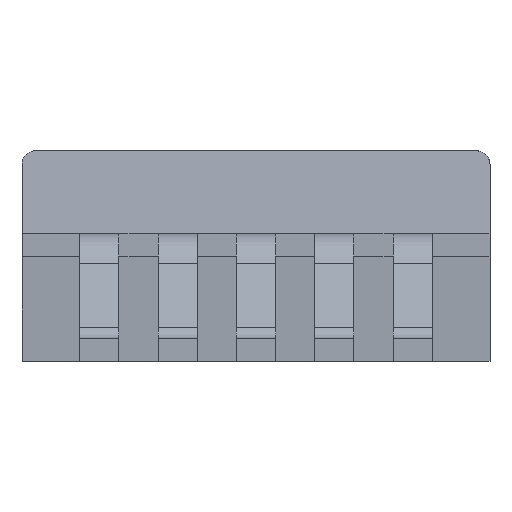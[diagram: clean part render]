
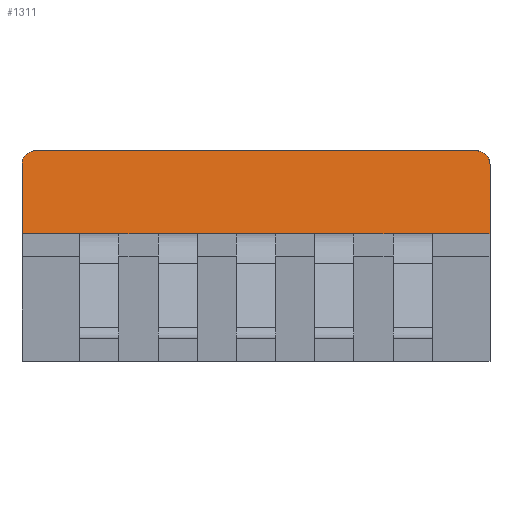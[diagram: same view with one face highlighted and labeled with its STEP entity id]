
A CAD part, front view. The second image highlights one B-rep face of the part: STEP entity #1311.
In plain terms, the highlighted planar face has unit normal (0, -0.993, 0.122).
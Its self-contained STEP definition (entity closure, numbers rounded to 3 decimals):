
#35 = CARTESIAN_POINT ( 'NONE',  ( 5.08, -4.129, 4.57 ) ) ;
#70 = VERTEX_POINT ( 'NONE', #19643 ) ;
#287 = LINE ( 'NONE', #1450, #2560 ) ;
#312 = ORIENTED_EDGE ( 'NONE', *, *, #3528, .T. ) ;
#606 = VERTEX_POINT ( 'NONE', #8969 ) ;
#1032 = ORIENTED_EDGE ( 'NONE', *, *, #9016, .F. ) ;
#1038 = LINE ( 'NONE', #13223, #10824 ) ;
#1064 = EDGE_CURVE ( 'NONE', #15862, #7085, #5683, .T. ) ;
#1311 = ADVANCED_FACE ( 'NONE', ( #15805 ), #12452, .T. ) ;
#1335 = CARTESIAN_POINT ( 'NONE',  ( -2.125, -4.35, 2.77 ) ) ;
#1450 = CARTESIAN_POINT ( 'NONE',  ( -5.08, -4.35, 2.77 ) ) ;
#1476 = CARTESIAN_POINT ( 'NONE',  ( -5.08, -4.129, 4.57 ) ) ;
#1549 = DIRECTION ( 'NONE',  ( -1., 0., 0. ) ) ;
#1629 = CARTESIAN_POINT ( 'NONE',  ( 5.08, -4.166, 4.27 ) ) ;
#1700 = CARTESIAN_POINT ( 'NONE',  ( -5.08, -4.35, 2.77 ) ) ;
#1995 = ORIENTED_EDGE ( 'NONE', *, *, #15776, .F. ) ;
#2550 = CARTESIAN_POINT ( 'NONE',  ( -1.275, -4.35, 2.77 ) ) ;
#2560 = VECTOR ( 'NONE', #1549, 1000. ) ;
#2614 = DIRECTION ( 'NONE',  ( -1., 0., 0. ) ) ;
#2827 = VERTEX_POINT ( 'NONE', #14919 ) ;
#2853 = VECTOR ( 'NONE', #3884, 1000. ) ;
#2870 = CARTESIAN_POINT ( 'NONE',  ( -4.956, -4.129, 4.57 ) ) ;
#3347 =( BOUNDED_CURVE ( )  B_SPLINE_CURVE ( 3, ( #10470, #2870, #9003, #15025 ),
 .UNSPECIFIED., .F., .T. ) 
 B_SPLINE_CURVE_WITH_KNOTS ( ( 4, 4 ),
 ( 0., 1.571 ),
 .UNSPECIFIED. ) 
 CURVE ( )  GEOMETRIC_REPRESENTATION_ITEM ( )  RATIONAL_B_SPLINE_CURVE ( ( 1., 0.805, 0.805, 1. ) ) 
 REPRESENTATION_ITEM ( '' )  );
#3360 = EDGE_CURVE ( 'NONE', #13928, #15692, #287, .T. ) ;
#3434 = VERTEX_POINT ( 'NONE', #17583 ) ;
#3528 = EDGE_CURVE ( 'NONE', #15862, #3434, #4093, .T. ) ;
#3703 = LINE ( 'NONE', #8623, #14941 ) ;
#3846 = CARTESIAN_POINT ( 'NONE',  ( -5.08, -4.35, 2.77 ) ) ;
#3855 = CARTESIAN_POINT ( 'NONE',  ( 0., -4.129, 4.57 ) ) ;
#3884 = DIRECTION ( 'NONE',  ( 0., -0.122, -0.993 ) ) ;
#3930 = DIRECTION ( 'NONE',  ( -1., 0., 0. ) ) ;
#4030 = CARTESIAN_POINT ( 'NONE',  ( 1.275, -4.35, 2.77 ) ) ;
#4093 =( BOUNDED_CURVE ( )  B_SPLINE_CURVE ( 3, ( #1629, #16588, #4445, #15077 ),
 .UNSPECIFIED., .F., .T. ) 
 B_SPLINE_CURVE_WITH_KNOTS ( ( 4, 4 ),
 ( 1.571, 3.142 ),
 .UNSPECIFIED. ) 
 CURVE ( )  GEOMETRIC_REPRESENTATION_ITEM ( )  RATIONAL_B_SPLINE_CURVE ( ( 1., 0.805, 0.805, 1. ) ) 
 REPRESENTATION_ITEM ( '' )  );
#4096 = ORIENTED_EDGE ( 'NONE', *, *, #3360, .F. ) ;
#4428 = CARTESIAN_POINT ( 'NONE',  ( -0.425, -4.35, 2.77 ) ) ;
#4445 = CARTESIAN_POINT ( 'NONE',  ( 4.956, -4.129, 4.57 ) ) ;
#4889 = ORIENTED_EDGE ( 'NONE', *, *, #16785, .F. ) ;
#4953 = LINE ( 'NONE', #11022, #5472 ) ;
#5309 = CARTESIAN_POINT ( 'NONE',  ( 2.125, -4.35, 2.77 ) ) ;
#5472 = VECTOR ( 'NONE', #17074, 1000. ) ;
#5553 = CARTESIAN_POINT ( 'NONE',  ( 1.275, -4.35, 2.77 ) ) ;
#5683 = LINE ( 'NONE', #14608, #2853 ) ;
#5719 = ORIENTED_EDGE ( 'NONE', *, *, #14180, .F. ) ;
#5785 = CARTESIAN_POINT ( 'NONE',  ( -5.08, -4.35, 2.77 ) ) ;
#6003 = EDGE_CURVE ( 'NONE', #15692, #16913, #3703, .T. ) ;
#6074 = CARTESIAN_POINT ( 'NONE',  ( 5.08, -4.35, 2.77 ) ) ;
#6300 = VERTEX_POINT ( 'NONE', #5309 ) ;
#6302 = DIRECTION ( 'NONE',  ( 0., 0.122, 0.993 ) ) ;
#6336 = ORIENTED_EDGE ( 'NONE', *, *, #15171, .F. ) ;
#6353 = VECTOR ( 'NONE', #16755, 1000. ) ;
#6457 = CARTESIAN_POINT ( 'NONE',  ( 5.08, -4.166, 4.27 ) ) ;
#6944 = EDGE_CURVE ( 'NONE', #19525, #9958, #9397, .T. ) ;
#7085 = VERTEX_POINT ( 'NONE', #6074 ) ;
#7324 = DIRECTION ( 'NONE',  ( -1., 0., 0. ) ) ;
#7679 = ORIENTED_EDGE ( 'NONE', *, *, #10195, .T. ) ;
#7711 = VECTOR ( 'NONE', #18153, 1000. ) ;
#8140 = ORIENTED_EDGE ( 'NONE', *, *, #1064, .F. ) ;
#8508 = LINE ( 'NONE', #5785, #11103 ) ;
#8623 = CARTESIAN_POINT ( 'NONE',  ( -0.425, -4.35, 2.77 ) ) ;
#8748 = DIRECTION ( 'NONE',  ( 0., -0.993, 0.122 ) ) ;
#8809 = EDGE_CURVE ( 'NONE', #16540, #6300, #8508, .T. ) ;
#8969 = CARTESIAN_POINT ( 'NONE',  ( -5.08, -4.35, 2.77 ) ) ;
#9003 = CARTESIAN_POINT ( 'NONE',  ( -5.08, -4.144, 4.446 ) ) ;
#9016 = EDGE_CURVE ( 'NONE', #6300, #13928, #11527, .T. ) ;
#9020 = DIRECTION ( 'NONE',  ( 1., 0., 0. ) ) ;
#9153 = EDGE_CURVE ( 'NONE', #70, #16540, #13665, .T. ) ;
#9329 = CARTESIAN_POINT ( 'NONE',  ( 2.975, -4.35, 2.77 ) ) ;
#9397 = LINE ( 'NONE', #13845, #14186 ) ;
#9414 = CARTESIAN_POINT ( 'NONE',  ( -5.08, -4.166, 4.27 ) ) ;
#9477 = CARTESIAN_POINT ( 'NONE',  ( 0.425, -4.35, 2.77 ) ) ;
#9599 = ORIENTED_EDGE ( 'NONE', *, *, #6944, .F. ) ;
#9709 = ORIENTED_EDGE ( 'NONE', *, *, #14329, .F. ) ;
#9958 = VERTEX_POINT ( 'NONE', #1335 ) ;
#9997 = DIRECTION ( 'NONE',  ( -1., 0., 0. ) ) ;
#10149 = VECTOR ( 'NONE', #3930, 1000. ) ;
#10195 = EDGE_CURVE ( 'NONE', #2827, #16138, #3347, .T. ) ;
#10268 = EDGE_CURVE ( 'NONE', #606, #16138, #15119, .T. ) ;
#10316 = LINE ( 'NONE', #3846, #16240 ) ;
#10394 = ORIENTED_EDGE ( 'NONE', *, *, #9153, .F. ) ;
#10415 = VERTEX_POINT ( 'NONE', #10630 ) ;
#10470 = CARTESIAN_POINT ( 'NONE',  ( -4.78, -4.129, 4.57 ) ) ;
#10630 = CARTESIAN_POINT ( 'NONE',  ( -3.825, -4.35, 2.77 ) ) ;
#10824 = VECTOR ( 'NONE', #19275, 1000. ) ;
#11022 = CARTESIAN_POINT ( 'NONE',  ( -5.08, -4.35, 2.77 ) ) ;
#11103 = VECTOR ( 'NONE', #19028, 1000. ) ;
#11527 = LINE ( 'NONE', #5553, #10149 ) ;
#11997 = ORIENTED_EDGE ( 'NONE', *, *, #10268, .F. ) ;
#12086 = EDGE_LOOP ( 'NONE', ( #8140, #312, #9709, #7679, #11997, #5719, #14162, #4889, #9599, #1995, #17641, #4096, #1032, #14765, #10394, #6336 ) ) ;
#12118 = CARTESIAN_POINT ( 'NONE',  ( -3.825, -4.35, 2.77 ) ) ;
#12228 = LINE ( 'NONE', #12118, #7711 ) ;
#12452 = PLANE ( 'NONE',  #13063 ) ;
#12476 = VECTOR ( 'NONE', #9020, 1000. ) ;
#13063 = AXIS2_PLACEMENT_3D ( 'NONE', #3855, #8748, #7324 ) ;
#13223 = CARTESIAN_POINT ( 'NONE',  ( -5.08, -4.35, 2.77 ) ) ;
#13665 = LINE ( 'NONE', #9329, #6353 ) ;
#13845 = CARTESIAN_POINT ( 'NONE',  ( -2.125, -4.35, 2.77 ) ) ;
#13928 = VERTEX_POINT ( 'NONE', #4030 ) ;
#14162 = ORIENTED_EDGE ( 'NONE', *, *, #16999, .F. ) ;
#14180 = EDGE_CURVE ( 'NONE', #10415, #606, #4953, .T. ) ;
#14186 = VECTOR ( 'NONE', #16724, 1000. ) ;
#14329 = EDGE_CURVE ( 'NONE', #2827, #3434, #19426, .T. ) ;
#14608 = CARTESIAN_POINT ( 'NONE',  ( 5.08, -4.129, 4.57 ) ) ;
#14765 = ORIENTED_EDGE ( 'NONE', *, *, #8809, .F. ) ;
#14919 = CARTESIAN_POINT ( 'NONE',  ( -4.78, -4.129, 4.57 ) ) ;
#14941 = VECTOR ( 'NONE', #9997, 1000. ) ;
#15025 = CARTESIAN_POINT ( 'NONE',  ( -5.08, -4.166, 4.27 ) ) ;
#15077 = CARTESIAN_POINT ( 'NONE',  ( 4.78, -4.129, 4.57 ) ) ;
#15119 = LINE ( 'NONE', #1476, #16149 ) ;
#15171 = EDGE_CURVE ( 'NONE', #7085, #70, #15353, .T. ) ;
#15246 = DIRECTION ( 'NONE',  ( -1., 0., 0. ) ) ;
#15288 = CARTESIAN_POINT ( 'NONE',  ( 2.975, -4.35, 2.77 ) ) ;
#15347 = VECTOR ( 'NONE', #15246, 1000. ) ;
#15353 = LINE ( 'NONE', #1700, #15347 ) ;
#15692 = VERTEX_POINT ( 'NONE', #9477 ) ;
#15776 = EDGE_CURVE ( 'NONE', #16913, #19525, #1038, .T. ) ;
#15805 = FACE_OUTER_BOUND ( 'NONE', #12086, .T. ) ;
#15862 = VERTEX_POINT ( 'NONE', #6457 ) ;
#16138 = VERTEX_POINT ( 'NONE', #9414 ) ;
#16149 = VECTOR ( 'NONE', #6302, 1000. ) ;
#16240 = VECTOR ( 'NONE', #2614, 1000. ) ;
#16540 = VERTEX_POINT ( 'NONE', #15288 ) ;
#16588 = CARTESIAN_POINT ( 'NONE',  ( 5.08, -4.144, 4.446 ) ) ;
#16691 = VERTEX_POINT ( 'NONE', #18479 ) ;
#16724 = DIRECTION ( 'NONE',  ( -1., 0., 0. ) ) ;
#16755 = DIRECTION ( 'NONE',  ( -1., 0., 0. ) ) ;
#16785 = EDGE_CURVE ( 'NONE', #9958, #16691, #10316, .T. ) ;
#16913 = VERTEX_POINT ( 'NONE', #4428 ) ;
#16999 = EDGE_CURVE ( 'NONE', #16691, #10415, #12228, .T. ) ;
#17074 = DIRECTION ( 'NONE',  ( -1., 0., 0. ) ) ;
#17583 = CARTESIAN_POINT ( 'NONE',  ( 4.78, -4.129, 4.57 ) ) ;
#17641 = ORIENTED_EDGE ( 'NONE', *, *, #6003, .F. ) ;
#18153 = DIRECTION ( 'NONE',  ( -1., 0., 0. ) ) ;
#18479 = CARTESIAN_POINT ( 'NONE',  ( -2.975, -4.35, 2.77 ) ) ;
#19028 = DIRECTION ( 'NONE',  ( -1., 0., 0. ) ) ;
#19275 = DIRECTION ( 'NONE',  ( -1., 0., 0. ) ) ;
#19426 = LINE ( 'NONE', #35, #12476 ) ;
#19525 = VERTEX_POINT ( 'NONE', #2550 ) ;
#19643 = CARTESIAN_POINT ( 'NONE',  ( 3.825, -4.35, 2.77 ) ) ;
